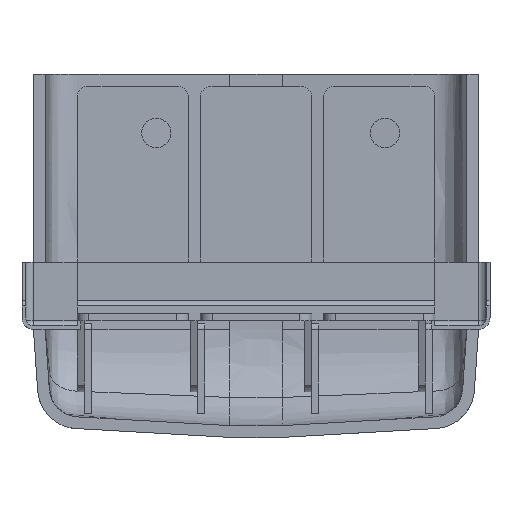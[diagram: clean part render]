
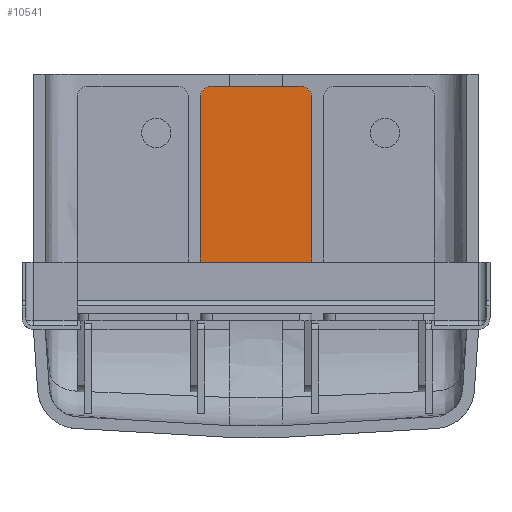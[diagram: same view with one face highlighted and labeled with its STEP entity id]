
A CAD part, left-side view. The second image highlights one B-rep face of the part: STEP entity #10541.
In plain terms, the highlighted planar face has unit normal (-1, 0, 0).
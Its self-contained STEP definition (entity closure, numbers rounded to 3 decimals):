
#136 = ORIENTED_EDGE ( 'NONE', *, *, #6941, .F. ) ;
#185 = PLANE ( 'NONE',  #10241 ) ;
#233 = CARTESIAN_POINT ( 'NONE',  ( 0., 9.5, 38. ) ) ;
#501 = CARTESIAN_POINT ( 'NONE',  ( 0., 9.5, 10. ) ) ;
#899 = VERTEX_POINT ( 'NONE', #4316 ) ;
#1007 = DIRECTION ( 'NONE',  ( 1., 0., 0. ) ) ;
#1062 = DIRECTION ( 'NONE',  ( 0., 0., 1. ) ) ;
#1355 = LINE ( 'NONE', #501, #9752 ) ;
#1621 = EDGE_CURVE ( 'NONE', #2721, #2445, #6852, .T. ) ;
#1818 = VECTOR ( 'NONE', #4261, 1000. ) ;
#1866 = EDGE_CURVE ( 'NONE', #3796, #2721, #5587, .T. ) ;
#2188 = CARTESIAN_POINT ( 'NONE',  ( 0., -7.5, 40. ) ) ;
#2191 = ORIENTED_EDGE ( 'NONE', *, *, #2195, .F. ) ;
#2195 = EDGE_CURVE ( 'NONE', #8823, #3796, #1355, .T. ) ;
#2445 = VERTEX_POINT ( 'NONE', #8132 ) ;
#2448 = AXIS2_PLACEMENT_3D ( 'NONE', #2827, #8510, #3649 ) ;
#2603 = CARTESIAN_POINT ( 'NONE',  ( 0., 7.5, 38. ) ) ;
#2721 = VERTEX_POINT ( 'NONE', #233 ) ;
#2758 = CARTESIAN_POINT ( 'NONE',  ( 0., -9.5, 38. ) ) ;
#2827 = CARTESIAN_POINT ( 'NONE',  ( 0., 7.5, 38. ) ) ;
#3016 = LINE ( 'NONE', #2188, #9229 ) ;
#3649 = DIRECTION ( 'NONE',  ( 0., 0., -1. ) ) ;
#3796 = VERTEX_POINT ( 'NONE', #9159 ) ;
#4046 = ORIENTED_EDGE ( 'NONE', *, *, #6986, .F. ) ;
#4112 = ORIENTED_EDGE ( 'NONE', *, *, #1866, .F. ) ;
#4113 = CARTESIAN_POINT ( 'NONE',  ( 0., -7.5, 38. ) ) ;
#4261 = DIRECTION ( 'NONE',  ( 0., 0., -1. ) ) ;
#4316 = CARTESIAN_POINT ( 'NONE',  ( 0., -7.5, 40. ) ) ;
#4334 = ORIENTED_EDGE ( 'NONE', *, *, #1621, .F. ) ;
#4676 = EDGE_CURVE ( 'NONE', #4859, #8823, #8300, .T. ) ;
#4859 = VERTEX_POINT ( 'NONE', #2758 ) ;
#4941 = DIRECTION ( 'NONE',  ( 0., 0., 1. ) ) ;
#5129 = CARTESIAN_POINT ( 'NONE',  ( 0., 9.5, 10. ) ) ;
#5587 = LINE ( 'NONE', #5129, #9627 ) ;
#5867 = CARTESIAN_POINT ( 'NONE',  ( 0., -9.5, 10. ) ) ;
#6703 = DIRECTION ( 'NONE',  ( 0., 0., -1. ) ) ;
#6852 = CIRCLE ( 'NONE', #2448, 2. ) ;
#6941 = EDGE_CURVE ( 'NONE', #2445, #899, #3016, .T. ) ;
#6986 = EDGE_CURVE ( 'NONE', #899, #4859, #7100, .T. ) ;
#7065 = DIRECTION ( 'NONE',  ( 0., -1., 0. ) ) ;
#7100 = CIRCLE ( 'NONE', #9128, 2. ) ;
#7199 = CARTESIAN_POINT ( 'NONE',  ( 0., -9.5, 10. ) ) ;
#7725 = ORIENTED_EDGE ( 'NONE', *, *, #4676, .F. ) ;
#7814 = DIRECTION ( 'NONE',  ( 0., 1., 0. ) ) ;
#8063 = EDGE_LOOP ( 'NONE', ( #4112, #2191, #7725, #4046, #136, #4334 ) ) ;
#8132 = CARTESIAN_POINT ( 'NONE',  ( 0., 7.5, 40. ) ) ;
#8300 = LINE ( 'NONE', #5867, #1818 ) ;
#8510 = DIRECTION ( 'NONE',  ( 1., 0., 0. ) ) ;
#8823 = VERTEX_POINT ( 'NONE', #7199 ) ;
#9128 = AXIS2_PLACEMENT_3D ( 'NONE', #4113, #9785, #4941 ) ;
#9159 = CARTESIAN_POINT ( 'NONE',  ( 0., 9.5, 10. ) ) ;
#9229 = VECTOR ( 'NONE', #7065, 1000. ) ;
#9627 = VECTOR ( 'NONE', #1062, 1000. ) ;
#9752 = VECTOR ( 'NONE', #7814, 1000. ) ;
#9785 = DIRECTION ( 'NONE',  ( 1., 0., 0. ) ) ;
#9985 = FACE_OUTER_BOUND ( 'NONE', #8063, .T. ) ;
#10241 = AXIS2_PLACEMENT_3D ( 'NONE', #2603, #1007, #6703 ) ;
#10541 = ADVANCED_FACE ( 'NONE', ( #9985 ), #185, .F. ) ;
